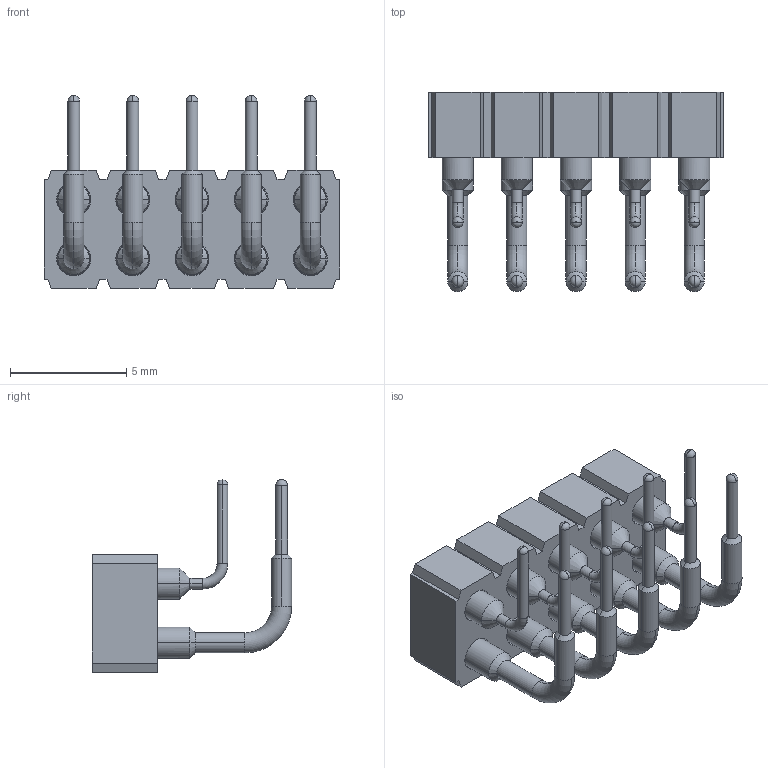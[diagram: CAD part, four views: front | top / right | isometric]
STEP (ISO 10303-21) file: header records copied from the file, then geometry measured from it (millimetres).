
FILE_DESCRIPTION (( 'STEP AP214' ), '1' );
FILE_NAME ('mill-max-499-13-210-10-003000.STEP', '2022-09-18T19:28:39', ( '' ), ( '' ), 'SwSTEP 2.0', 'SolidWorks 2022', '' );
FILE_SCHEMA (( 'AUTOMOTIVE_DESIGN' ));
Length unit declared in the file: inch
Products named in the file (4): 1103_1103-0-00-15-00-00-03-0; mill-max-499-13-210-10-003000; P4XX-21-010-00-000000_P410-21-010-00-000000; 1602_1602-0-00-15-00-00-03-4
Assembly tree (11 placements, depth 2):
  mill-max-499-13-210-10-003000
    P4XX-21-010-00-000000_P410-21-010-00-000000
    1103_1103-0-00-15-00-00-03-0  x5
    1602_1602-0-00-15-00-00-03-4  x5
Bounding box: 12.7 x 8.56 x 8.28 mm (x, y, z)
Volume: 179.5 mm3; surface area: 872.1 mm2
Topology: 11 solids, 11 shells, 2161 faces, 5042 edges, 2903 vertices
Faces by surface type: plane 1281, cylinder 470, cone 370, torus 30, sphere 10
Entity records: 14824 total; most frequent: CARTESIAN_POINT 2802, DIRECTION 2582, ORIENTED_EDGE 2408, EDGE_CURVE 1204, AXIS2_PLACEMENT_3D 975, VERTEX_POINT 715, VECTOR 632, LINE 632
